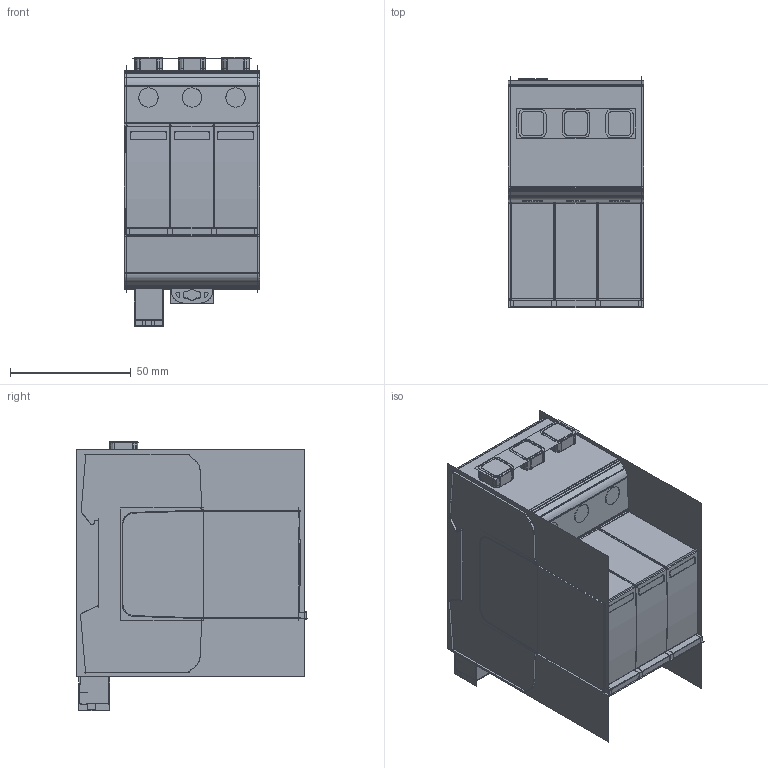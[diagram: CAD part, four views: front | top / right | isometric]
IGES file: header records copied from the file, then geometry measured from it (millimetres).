
Start section:  PTC IGES file: nwegen_customer_2p1_3p0_t1_pvr.igs
Global section: file name: nwegen_customer_2p1_3p0_t1_pvr.igs; native system: Creo Parametric by PTC Inc.; preprocessor: 2017260; author: tadej.znideric; organization: Unknown; date: 20190226.084135; units: millimetre
Bounding box: 56.16 x 95.75 x 111.2 mm (x, y, z)
Surface area: 119800 mm2 (no closed solid volume)
Topology: 0 solids, 0 shells, 828 faces, 12243 edges, 15930 vertices
Faces by surface type: bspline 500, extrusion 182, revolution 146
